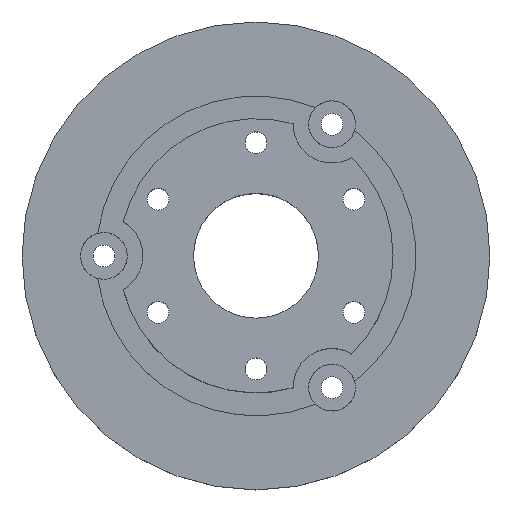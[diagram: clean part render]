
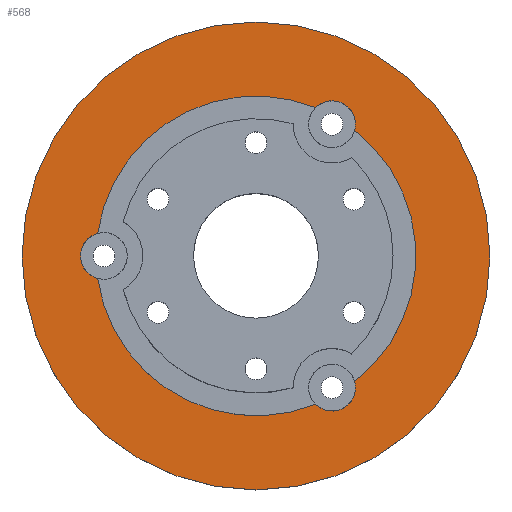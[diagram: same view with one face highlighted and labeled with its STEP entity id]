
A CAD part, top view. The second image highlights one B-rep face of the part: STEP entity #568.
In plain terms, the highlighted planar face has unit normal (0, 0, 1).
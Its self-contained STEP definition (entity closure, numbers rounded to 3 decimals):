
#38 = FACE_BOUND ( 'NONE', #410, .T. ) ;
#58 = ORIENTED_EDGE ( 'NONE', *, *, #254, .F. ) ;
#72 = CARTESIAN_POINT ( 'NONE',  ( 12.653, 16.129, 6.4 ) ) ;
#76 = CIRCLE ( 'NONE', #1148, 3. ) ;
#88 = DIRECTION ( 'NONE',  ( 0., 0., 1. ) ) ;
#112 = CARTESIAN_POINT ( 'NONE',  ( 9.75, 16.887, 6.4 ) ) ;
#116 = EDGE_LOOP ( 'NONE', ( #1464, #1598 ) ) ;
#124 = EDGE_CURVE ( 'NONE', #1403, #1492, #471, .T. ) ;
#126 = DIRECTION ( 'NONE',  ( 0., 0., 1. ) ) ;
#154 = AXIS2_PLACEMENT_3D ( 'NONE', #1538, #950, #682 ) ;
#158 = AXIS2_PLACEMENT_3D ( 'NONE', #369, #1588, #490 ) ;
#178 = ORIENTED_EDGE ( 'NONE', *, *, #1193, .F. ) ;
#193 = EDGE_CURVE ( 'NONE', #886, #1354, #1548, .T. ) ;
#200 = DIRECTION ( 'NONE',  ( 0., 0., 1. ) ) ;
#216 = CARTESIAN_POINT ( 'NONE',  ( 9.75, -16.887, 6.4 ) ) ;
#238 = AXIS2_PLACEMENT_3D ( 'NONE', #720, #126, #728 ) ;
#254 = EDGE_CURVE ( 'NONE', #909, #543, #76, .T. ) ;
#281 = EDGE_CURVE ( 'NONE', #1492, #1403, #1416, .T. ) ;
#312 = CARTESIAN_POINT ( 'NONE',  ( 9.75, 16.887, 6.4 ) ) ;
#364 = CIRCLE ( 'NONE', #158, 20.5 ) ;
#369 = CARTESIAN_POINT ( 'NONE',  ( 0., 0., 6.4 ) ) ;
#390 = FACE_OUTER_BOUND ( 'NONE', #116, .T. ) ;
#394 = AXIS2_PLACEMENT_3D ( 'NONE', #216, #88, #1466 ) ;
#397 = EDGE_CURVE ( 'NONE', #543, #502, #364, .T. ) ;
#399 = CARTESIAN_POINT ( 'NONE',  ( 0., 0., 6.4 ) ) ;
#401 = VERTEX_POINT ( 'NONE', #725 ) ;
#409 = CARTESIAN_POINT ( 'NONE',  ( -22.5, 0., 6.4 ) ) ;
#410 = EDGE_LOOP ( 'NONE', ( #1204, #498, #58, #708, #178, #1372, #1367, #510, #761 ) ) ;
#412 = CARTESIAN_POINT ( 'NONE',  ( -20.295, 2.893, 6.4 ) ) ;
#419 = VERTEX_POINT ( 'NONE', #1224 ) ;
#424 = DIRECTION ( 'NONE',  ( 0., 0., 1. ) ) ;
#441 = EDGE_CURVE ( 'NONE', #401, #419, #1083, .T. ) ;
#448 = EDGE_CURVE ( 'NONE', #1068, #909, #1467, .T. ) ;
#471 = CIRCLE ( 'NONE', #1294, 30. ) ;
#485 = EDGE_CURVE ( 'NONE', #1354, #401, #675, .T. ) ;
#490 = DIRECTION ( 'NONE',  ( 1., 0., 0. ) ) ;
#498 = ORIENTED_EDGE ( 'NONE', *, *, #397, .F. ) ;
#502 = VERTEX_POINT ( 'NONE', #412 ) ;
#510 = ORIENTED_EDGE ( 'NONE', *, *, #193, .F. ) ;
#532 = DIRECTION ( 'NONE',  ( 1., 0., 0. ) ) ;
#543 = VERTEX_POINT ( 'NONE', #769 ) ;
#568 = ADVANCED_FACE ( 'NONE', ( #38, #390 ), #646, .T. ) ;
#570 = AXIS2_PLACEMENT_3D ( 'NONE', #399, #424, #1141 ) ;
#610 = DIRECTION ( 'NONE',  ( 0., 0., 1. ) ) ;
#646 = PLANE ( 'NONE',  #570 ) ;
#650 = CARTESIAN_POINT ( 'NONE',  ( -20.295, -2.893, 6.4 ) ) ;
#675 = CIRCLE ( 'NONE', #1395, 3. ) ;
#677 = DIRECTION ( 'NONE',  ( 0., 0., 1. ) ) ;
#682 = DIRECTION ( 'NONE',  ( 1., 0., 0. ) ) ;
#708 = ORIENTED_EDGE ( 'NONE', *, *, #448, .F. ) ;
#720 = CARTESIAN_POINT ( 'NONE',  ( 0., 0., 6.4 ) ) ;
#722 = CARTESIAN_POINT ( 'NONE',  ( 30., 0., 6.4 ) ) ;
#725 = CARTESIAN_POINT ( 'NONE',  ( 12.75, -16.887, 6.4 ) ) ;
#728 = DIRECTION ( 'NONE',  ( 1., 0., 0. ) ) ;
#761 = ORIENTED_EDGE ( 'NONE', *, *, #1347, .F. ) ;
#769 = CARTESIAN_POINT ( 'NONE',  ( 7.642, 19.022, 6.4 ) ) ;
#808 = AXIS2_PLACEMENT_3D ( 'NONE', #1307, #1314, #1421 ) ;
#886 = VERTEX_POINT ( 'NONE', #650 ) ;
#895 = DIRECTION ( 'NONE',  ( 0., 0., 1. ) ) ;
#909 = VERTEX_POINT ( 'NONE', #1031 ) ;
#939 = CIRCLE ( 'NONE', #238, 20.5 ) ;
#950 = DIRECTION ( 'NONE',  ( 0., 0., 1. ) ) ;
#993 = CARTESIAN_POINT ( 'NONE',  ( -19.5, 0., 6.4 ) ) ;
#1023 = CARTESIAN_POINT ( 'NONE',  ( 9.75, -16.887, 6.4 ) ) ;
#1031 = CARTESIAN_POINT ( 'NONE',  ( 12.75, 16.887, 6.4 ) ) ;
#1038 = AXIS2_PLACEMENT_3D ( 'NONE', #112, #610, #1198 ) ;
#1042 = CARTESIAN_POINT ( 'NONE',  ( -19.5, 0., 6.4 ) ) ;
#1064 = CIRCLE ( 'NONE', #1471, 3. ) ;
#1068 = VERTEX_POINT ( 'NONE', #72 ) ;
#1083 = CIRCLE ( 'NONE', #394, 3. ) ;
#1097 = CIRCLE ( 'NONE', #1555, 3. ) ;
#1128 = EDGE_CURVE ( 'NONE', #502, #1535, #1064, .T. ) ;
#1141 = DIRECTION ( 'NONE',  ( 1., 0., 0. ) ) ;
#1148 = AXIS2_PLACEMENT_3D ( 'NONE', #312, #200, #1286 ) ;
#1163 = DIRECTION ( 'NONE',  ( 1., 0., 0. ) ) ;
#1179 = CARTESIAN_POINT ( 'NONE',  ( 7.642, -19.022, 6.4 ) ) ;
#1193 = EDGE_CURVE ( 'NONE', #419, #1068, #939, .T. ) ;
#1198 = DIRECTION ( 'NONE',  ( 1., 0., 0. ) ) ;
#1204 = ORIENTED_EDGE ( 'NONE', *, *, #1128, .F. ) ;
#1224 = CARTESIAN_POINT ( 'NONE',  ( 12.653, -16.129, 6.4 ) ) ;
#1286 = DIRECTION ( 'NONE',  ( 1., 0., 0. ) ) ;
#1294 = AXIS2_PLACEMENT_3D ( 'NONE', #1400, #1391, #532 ) ;
#1307 = CARTESIAN_POINT ( 'NONE',  ( 0., 0., 6.4 ) ) ;
#1314 = DIRECTION ( 'NONE',  ( 0., 0., 1. ) ) ;
#1347 = EDGE_CURVE ( 'NONE', #1535, #886, #1097, .T. ) ;
#1354 = VERTEX_POINT ( 'NONE', #1179 ) ;
#1367 = ORIENTED_EDGE ( 'NONE', *, *, #485, .F. ) ;
#1372 = ORIENTED_EDGE ( 'NONE', *, *, #441, .F. ) ;
#1391 = DIRECTION ( 'NONE',  ( 0., 0., 1. ) ) ;
#1395 = AXIS2_PLACEMENT_3D ( 'NONE', #1023, #895, #1494 ) ;
#1400 = CARTESIAN_POINT ( 'NONE',  ( 0., 0., 6.4 ) ) ;
#1403 = VERTEX_POINT ( 'NONE', #722 ) ;
#1416 = CIRCLE ( 'NONE', #154, 30. ) ;
#1421 = DIRECTION ( 'NONE',  ( 1., 0., 0. ) ) ;
#1464 = ORIENTED_EDGE ( 'NONE', *, *, #281, .T. ) ;
#1466 = DIRECTION ( 'NONE',  ( 1., 0., 0. ) ) ;
#1467 = CIRCLE ( 'NONE', #1038, 3. ) ;
#1471 = AXIS2_PLACEMENT_3D ( 'NONE', #993, #1573, #1483 ) ;
#1483 = DIRECTION ( 'NONE',  ( 1., 0., 0. ) ) ;
#1492 = VERTEX_POINT ( 'NONE', #1585 ) ;
#1494 = DIRECTION ( 'NONE',  ( 1., 0., 0. ) ) ;
#1535 = VERTEX_POINT ( 'NONE', #409 ) ;
#1538 = CARTESIAN_POINT ( 'NONE',  ( 0., 0., 6.4 ) ) ;
#1548 = CIRCLE ( 'NONE', #808, 20.5 ) ;
#1555 = AXIS2_PLACEMENT_3D ( 'NONE', #1042, #677, #1163 ) ;
#1573 = DIRECTION ( 'NONE',  ( 0., 0., 1. ) ) ;
#1585 = CARTESIAN_POINT ( 'NONE',  ( -30., 0., 6.4 ) ) ;
#1588 = DIRECTION ( 'NONE',  ( 0., 0., 1. ) ) ;
#1598 = ORIENTED_EDGE ( 'NONE', *, *, #124, .T. ) ;
